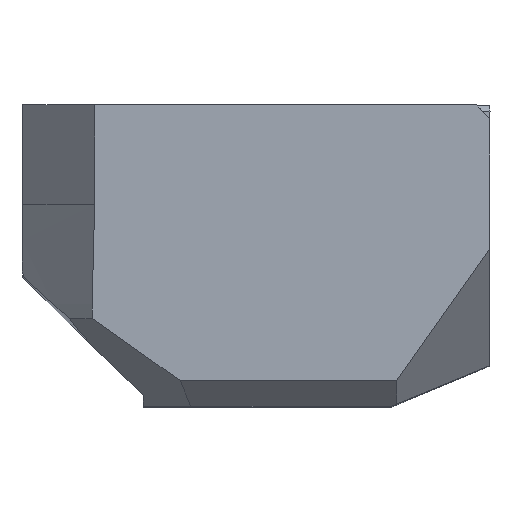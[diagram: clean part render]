
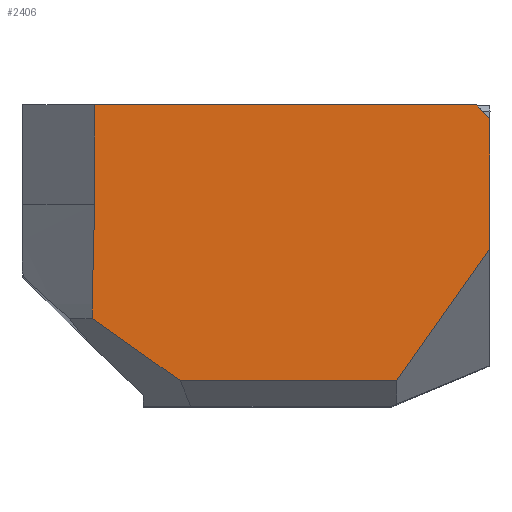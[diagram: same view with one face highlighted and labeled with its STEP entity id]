
A CAD part, top view. The second image highlights one B-rep face of the part: STEP entity #2406.
In plain terms, the highlighted planar face has unit normal (0, 0, 1).
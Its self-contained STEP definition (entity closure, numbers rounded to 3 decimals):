
#68=(
BOUNDED_CURVE()
B_SPLINE_CURVE(2,(#4007,#4008,#4009),.UNSPECIFIED.,.F.,.F.)
B_SPLINE_CURVE_WITH_KNOTS((3,3),(243.202,246.593),
 .UNSPECIFIED.)
CURVE()
GEOMETRIC_REPRESENTATION_ITEM()
RATIONAL_B_SPLINE_CURVE((22.512,22.472,22.427))
REPRESENTATION_ITEM('')
);
#69=(
BOUNDED_CURVE()
B_SPLINE_CURVE(2,(#4010,#4011,#4012),.UNSPECIFIED.,.F.,.F.)
B_SPLINE_CURVE_WITH_KNOTS((3,3),(219.865,243.202),
 .UNSPECIFIED.)
CURVE()
GEOMETRIC_REPRESENTATION_ITEM()
RATIONAL_B_SPLINE_CURVE((22.807,22.785,22.512))
REPRESENTATION_ITEM('')
);
#95=B_SPLINE_CURVE_WITH_KNOTS('',3,(#3834,#3835,#3836,#3837,#3838,#3839),
 .UNSPECIFIED.,.F.,.F.,(4,2,4),(0.01,0.505,1.01),
 .UNSPECIFIED.);
#231=FACE_OUTER_BOUND('',#365,.T.);
#365=EDGE_LOOP('',(#1964,#1965,#1966,#1967,#1968,#1969,#1970,#1971,#1972));
#505=LINE('',#3471,#773);
#551=LINE('',#3843,#819);
#557=LINE('',#3876,#825);
#560=LINE('',#3882,#828);
#567=LINE('',#3917,#835);
#568=LINE('',#3919,#836);
#773=VECTOR('',#2788,10.);
#819=VECTOR('',#2894,10.);
#825=VECTOR('',#2948,10.);
#828=VECTOR('',#2953,10.);
#835=VECTOR('',#2966,10.);
#836=VECTOR('',#2969,10.);
#1024=VERTEX_POINT('',#3466);
#1025=VERTEX_POINT('',#3470);
#1071=VERTEX_POINT('',#3799);
#1072=VERTEX_POINT('',#3841);
#1075=VERTEX_POINT('',#3875);
#1076=VERTEX_POINT('',#3879);
#1077=VERTEX_POINT('',#3881);
#1085=VERTEX_POINT('',#3915);
#1098=VERTEX_POINT('',#4006);
#1279=EDGE_CURVE('',#1024,#1025,#505,.F.);
#1349=EDGE_CURVE('',#1071,#1024,#95,.T.);
#1351=EDGE_CURVE('',#1025,#1072,#551,.T.);
#1365=EDGE_CURVE('',#1075,#1072,#557,.T.);
#1368=EDGE_CURVE('',#1077,#1076,#560,.T.);
#1380=EDGE_CURVE('',#1076,#1085,#567,.F.);
#1381=EDGE_CURVE('',#1085,#1075,#568,.T.);
#1403=EDGE_CURVE('',#1077,#1098,#68,.F.);
#1404=EDGE_CURVE('',#1098,#1071,#69,.F.);
#1964=ORIENTED_EDGE('',*,*,#1403,.F.);
#1965=ORIENTED_EDGE('',*,*,#1368,.T.);
#1966=ORIENTED_EDGE('',*,*,#1380,.T.);
#1967=ORIENTED_EDGE('',*,*,#1381,.T.);
#1968=ORIENTED_EDGE('',*,*,#1365,.T.);
#1969=ORIENTED_EDGE('',*,*,#1351,.F.);
#1970=ORIENTED_EDGE('',*,*,#1279,.F.);
#1971=ORIENTED_EDGE('',*,*,#1349,.F.);
#1972=ORIENTED_EDGE('',*,*,#1404,.F.);
#2296=PLANE('',#2573);
#2406=ADVANCED_FACE('',(#231),#2296,.T.);
#2573=AXIS2_PLACEMENT_3D('',#4013,#3019,#3020);
#2788=DIRECTION('',(-1.,0.,0.));
#2894=DIRECTION('',(0.707,-0.707,0.));
#2948=DIRECTION('',(0.,1.,0.));
#2953=DIRECTION('',(0.816,-0.577,0.));
#2966=DIRECTION('',(-1.,0.,0.));
#2969=DIRECTION('',(0.577,0.816,0.));
#3019=DIRECTION('center_axis',(0.,0.,
1.));
#3020=DIRECTION('ref_axis',(1.,0.,0.));
#3466=CARTESIAN_POINT('',(89.496,157.653,7.4));
#3470=CARTESIAN_POINT('',(127.886,157.653,7.4));
#3471=CARTESIAN_POINT('',(113.321,157.653,7.4));
#3799=CARTESIAN_POINT('',(89.496,147.653,7.4));
#3834=CARTESIAN_POINT('Ctrl Pts',(89.496,147.653,7.4));
#3835=CARTESIAN_POINT('Ctrl Pts',(89.496,149.303,7.4));
#3836=CARTESIAN_POINT('Ctrl Pts',(89.496,150.953,7.4));
#3837=CARTESIAN_POINT('Ctrl Pts',(89.496,154.286,7.4));
#3838=CARTESIAN_POINT('Ctrl Pts',(89.496,155.969,7.4));
#3839=CARTESIAN_POINT('Ctrl Pts',(89.496,157.653,7.4));
#3841=CARTESIAN_POINT('',(129.286,156.253,7.4));
#3843=CARTESIAN_POINT('',(126.136,159.402,7.4));
#3875=CARTESIAN_POINT('',(129.286,143.195,7.4));
#3876=CARTESIAN_POINT('',(129.286,144.443,7.4));
#3879=CARTESIAN_POINT('',(98.108,129.895,7.4));
#3881=CARTESIAN_POINT('',(89.26,136.152,7.4));
#3882=CARTESIAN_POINT('',(97.26,130.495,7.4));
#3915=CARTESIAN_POINT('',(119.882,129.895,7.4));
#3917=CARTESIAN_POINT('',(106.49,129.895,7.4));
#3919=CARTESIAN_POINT('',(123.386,134.852,7.4));
#4006=CARTESIAN_POINT('',(89.248,137.653,7.4));
#4007=CARTESIAN_POINT('Ctrl Pts',(89.248,137.653,7.4));
#4008=CARTESIAN_POINT('Ctrl Pts',(89.251,136.905,7.4));
#4009=CARTESIAN_POINT('Ctrl Pts',(89.26,136.152,7.4));
#4010=CARTESIAN_POINT('Ctrl Pts',(89.496,147.653,7.4));
#4011=CARTESIAN_POINT('Ctrl Pts',(89.227,142.726,7.4));
#4012=CARTESIAN_POINT('Ctrl Pts',(89.248,137.653,7.4));
#4013=CARTESIAN_POINT('Origin',(106.066,143.23,7.4));
